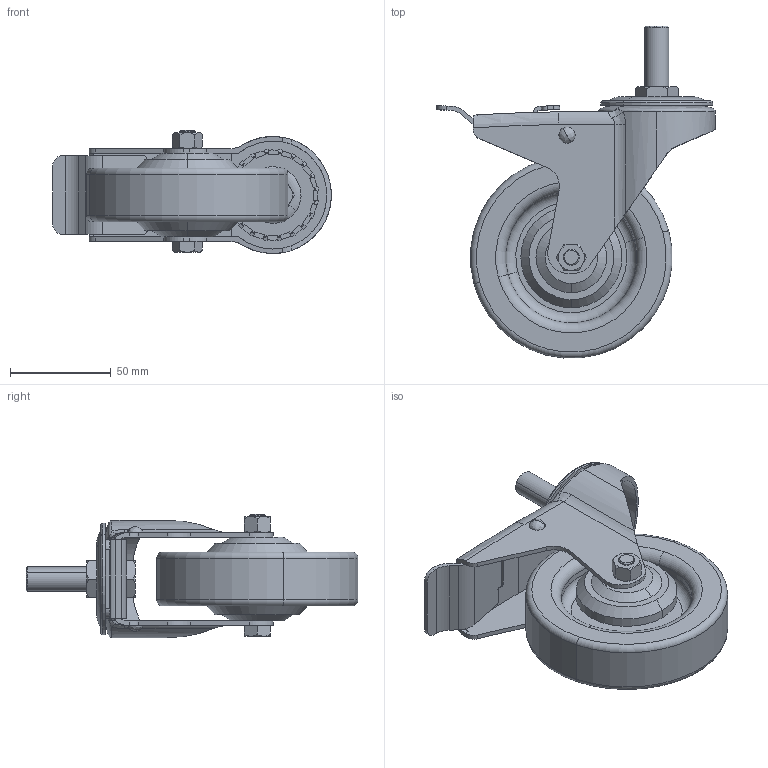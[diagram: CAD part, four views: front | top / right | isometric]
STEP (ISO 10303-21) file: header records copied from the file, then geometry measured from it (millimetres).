
FILE_DESCRIPTION (( 'STEP AP214' ), '1' );
FILE_NAME ('A320 Êîëåñî ñ òîðìîçîì O100 Ì12õ45.STEP', '2021-09-14T10:03:33', ( 'Windows User' ), ( '' ), 'SwSTEP 2.0', 'SolidWorks 2021', '' );
FILE_SCHEMA (( 'AUTOMOTIVE_DESIGN' ));
Length unit declared in the file: millimetre
Products named in the file (10): A320 蹴濋趌00; Êðûøêà_00; 鍔錓_00; A320 Êîëåñî ñ òîðìîçîì O100 Ì12õ45; 瓔螵00; 扻錼勷_00; ﾇ瓊頸濱00; 昢膼瘔膻嬅00; A320 鍔錓_00; 秬謽鍡_00
Assembly tree (10 placements, depth 2):
  A320 Êîëåñî ñ òîðìîçîì O100 Ì12õ45
    昢膼瘔膻嬅00
    鍔錓_00
    瓔螵00
    Êðûøêà_00
    秬謽鍡_00
    扻錼勷_00
    ﾇ瓊頸濱00  x2
    A320 鍔錓_00
    A320 蹴濋趌00
Bounding box: 138 x 164.36 x 61 mm (x, y, z)
Volume: 189689.9 mm3; surface area: 88187.8 mm2
Topology: 11 solids, 11 shells, 404 faces, 1072 edges, 698 vertices
Faces by surface type: plane 186, cone 98, cylinder 78, torus 28, bspline 14
Entity records: 14323 total; most frequent: CARTESIAN_POINT 4366, ORIENTED_EDGE 2060, DIRECTION 1863, EDGE_CURVE 1030, AXIS2_PLACEMENT_3D 701, VERTEX_POINT 674, LINE 461, VECTOR 461
